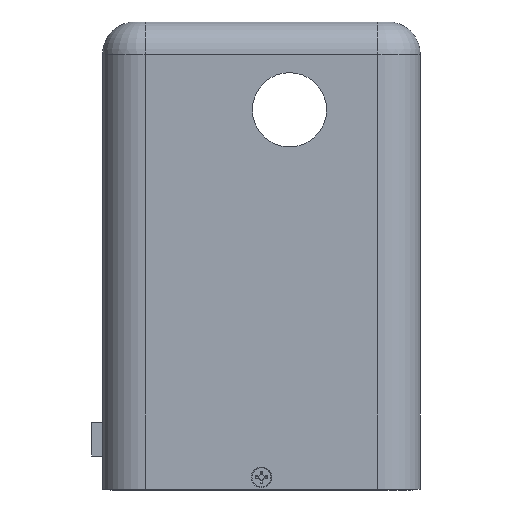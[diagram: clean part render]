
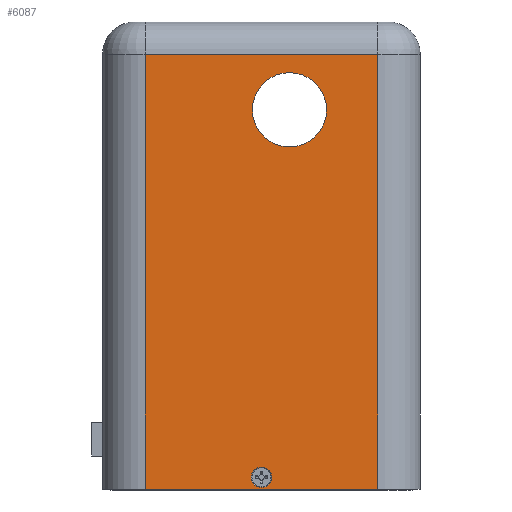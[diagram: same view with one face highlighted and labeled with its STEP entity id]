
A CAD part, front view. The second image highlights one B-rep face of the part: STEP entity #6087.
In plain terms, the highlighted face is planar.
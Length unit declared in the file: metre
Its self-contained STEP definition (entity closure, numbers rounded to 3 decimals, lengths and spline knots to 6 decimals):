
#299=LINE('',#11018,#631);
#320=LINE('',#11089,#652);
#321=LINE('',#11091,#653);
#322=LINE('',#11093,#654);
#631=VECTOR('',#7639,1.);
#652=VECTOR('',#7698,1.);
#653=VECTOR('',#7699,1.);
#654=VECTOR('',#7700,1.);
#1826=ORIENTED_EDGE('',*,*,#3325,.T.);
#1827=ORIENTED_EDGE('',*,*,#3326,.T.);
#1828=ORIENTED_EDGE('',*,*,#3292,.T.);
#1829=ORIENTED_EDGE('',*,*,#3327,.T.);
#1830=ORIENTED_EDGE('',*,*,#3328,.T.);
#1831=ORIENTED_EDGE('',*,*,#3329,.T.);
#3292=EDGE_CURVE('',#4114,#4113,#299,.T.);
#3325=EDGE_CURVE('',#4143,#4143,#4635,.T.);
#3326=EDGE_CURVE('',#4144,#4144,#4636,.T.);
#3327=EDGE_CURVE('',#4113,#4145,#320,.F.);
#3328=EDGE_CURVE('',#4145,#4146,#321,.F.);
#3329=EDGE_CURVE('',#4146,#4114,#322,.T.);
#4113=VERTEX_POINT('',#11017);
#4114=VERTEX_POINT('',#11019);
#4143=VERTEX_POINT('',#11086);
#4144=VERTEX_POINT('',#11088);
#4145=VERTEX_POINT('',#11090);
#4146=VERTEX_POINT('',#11092);
#4635=CIRCLE('',#6721,0.001524);
#4636=CIRCLE('',#6722,0.00555);
#4968=EDGE_LOOP('',(#1826));
#4969=EDGE_LOOP('',(#1827));
#4970=EDGE_LOOP('',(#1828,#1829,#1830,#1831));
#5462=FACE_BOUND('',#4968,.T.);
#5463=FACE_BOUND('',#4969,.T.);
#5464=FACE_BOUND('',#4970,.T.);
#5883=PLANE('',#6720);
#6087=ADVANCED_FACE('',(#5462,#5463,#5464),#5883,.F.);
#6720=AXIS2_PLACEMENT_3D('',#11084,#7692,#7693);
#6721=AXIS2_PLACEMENT_3D('',#11085,#7694,#7695);
#6722=AXIS2_PLACEMENT_3D('',#11087,#7696,#7697);
#7639=DIRECTION('',(-1.,0.,0.));
#7692=DIRECTION('',(0.,-1.,0.));
#7693=DIRECTION('',(1.,0.,0.));
#7694=DIRECTION('',(0.,-1.,0.));
#7695=DIRECTION('',(1.,0.,0.));
#7696=DIRECTION('',(0.,-1.,0.));
#7697=DIRECTION('',(1.,0.,0.));
#7698=DIRECTION('',(0.,0.,-1.));
#7699=DIRECTION('',(-1.,0.,0.));
#7700=DIRECTION('',(0.,0.,-1.));
#11017=CARTESIAN_POINT('',(-0.017399,0.016637,0.));
#11018=CARTESIAN_POINT('',(0.,0.016637,0.));
#11019=CARTESIAN_POINT('',(0.017399,0.016637,0.));
#11084=CARTESIAN_POINT('',(0.,0.016637,0.06985));
#11085=CARTESIAN_POINT('',(0.,0.016637,0.001778));
#11086=CARTESIAN_POINT('',(0.001524,0.016637,0.001778));
#11087=CARTESIAN_POINT('',(-0.004191,0.016637,0.056718));
#11088=CARTESIAN_POINT('',(0.001359,0.016637,0.056718));
#11089=CARTESIAN_POINT('',(-0.017399,0.016637,0.065024));
#11090=CARTESIAN_POINT('',(-0.017399,0.016637,0.065024));
#11091=CARTESIAN_POINT('',(0.023749,0.016637,0.065024));
#11092=CARTESIAN_POINT('',(0.017399,0.016637,0.065024));
#11093=CARTESIAN_POINT('',(0.017399,0.016637,0.06985));
